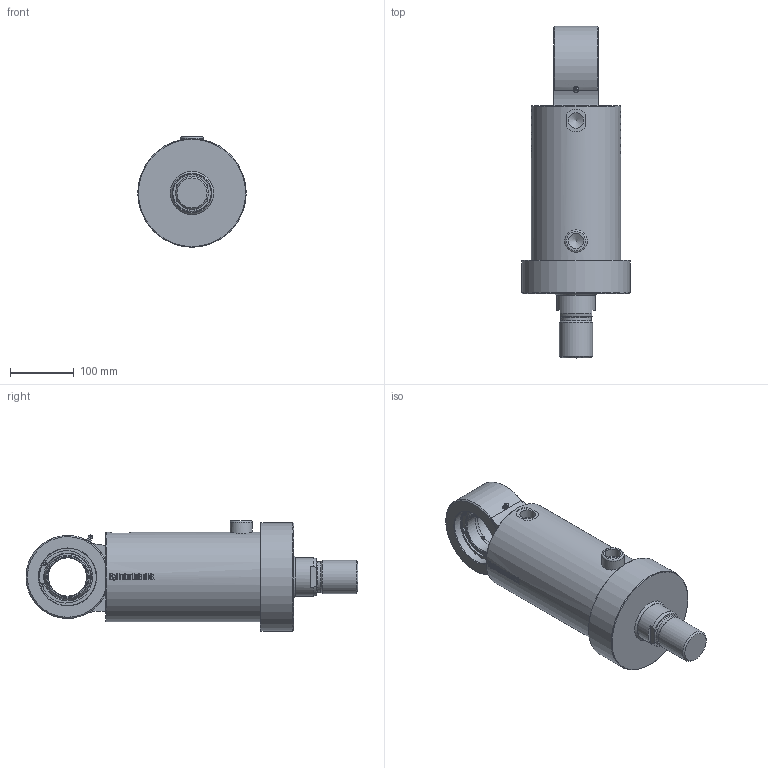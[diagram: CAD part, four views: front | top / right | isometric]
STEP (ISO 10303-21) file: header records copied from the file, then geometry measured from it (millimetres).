
FILE_DESCRIPTION((''),'2;1');
FILE_NAME('DVLG125_60.stp','2010-01-26T14:08:56',('tribel'),(''),'Autodesk Inventor 2009','Autodesk Inventor 2009','');
FILE_SCHEMA(('AUTOMOTIVE_DESIGN { 1 0 10303 214 1 1 1 1 }'));
Length unit declared in the file: millimetre
Products named in the file (6): DVLG125_60; DVLG125_60_body; DVLG125_60_stang; DVLG125_60_Parameters; Klinkby.Øye60.komplett; Sveis
Assembly tree (6 placements, depth 2):
  DVLG125_60
    DVLG125_60_body
    DVLG125_60_stang
    DVLG125_60_Parameters
    Klinkby.Øye60.komplett
    Sveis  x2
Bounding box: 170 x 520.08 x 173 mm (x, y, z)
Volume: 4139353.1 mm3; surface area: 506312.4 mm2
Topology: 5 solids, 6 shells, 585 faces, 1535 edges, 1007 vertices
Faces by surface type: plane 294, bspline 153, cylinder 89, cone 37, torus 8, sphere 4
Full cylindrical faces by diameter (mm): 3 x1, 3.5 x4, 5.143 x2, 6 x1, 6.2 x2, 35 x1, 48 x1, 52 x1, 60 x4, 90 x2, 90.159 x3, 93.659 x2, 125 x2, 140 x1, 170 x1
Entity records: 48020 total; most frequent: CARTESIAN_POINT 35107, ORIENTED_EDGE 2848, DIRECTION 2049, EDGE_CURVE 1426, VERTEX_POINT 969, AXIS2_PLACEMENT_3D 753, EDGE_LOOP 714, FACE_OUTER_BOUND 580
